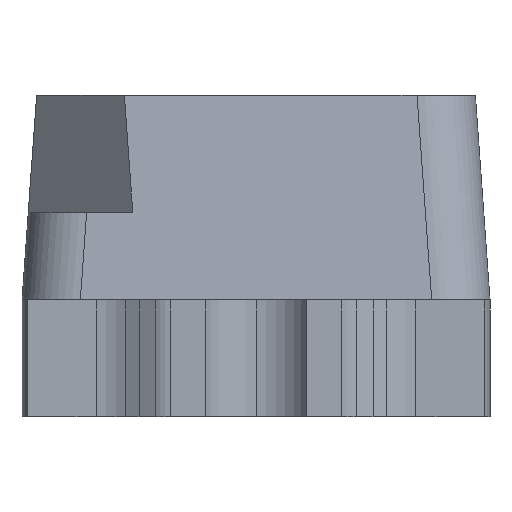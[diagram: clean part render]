
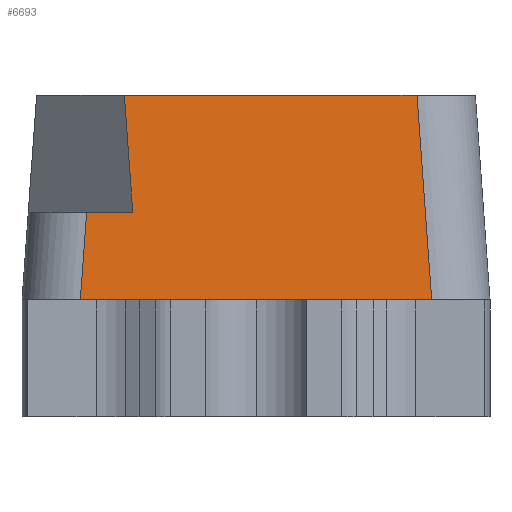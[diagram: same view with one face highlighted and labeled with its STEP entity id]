
A CAD part, left-side view. The second image highlights one B-rep face of the part: STEP entity #6693.
In plain terms, the highlighted planar face has unit normal (-0.998, 0, 0.071).
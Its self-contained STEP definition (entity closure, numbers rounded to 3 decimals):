
#193 = CARTESIAN_POINT ( 'NONE',  ( 136.552, 113.338, 0.55 ) ) ;
#324 = EDGE_CURVE ( 'NONE', #3349, #3626, #6088, .T. ) ;
#929 = DIRECTION ( 'NONE',  ( 0., 1., 0. ) ) ;
#1001 = DIRECTION ( 'NONE',  ( 0., 1., 0. ) ) ;
#1036 = CARTESIAN_POINT ( 'NONE',  ( 136.567, 113.273, 0.75 ) ) ;
#1408 = ORIENTED_EDGE ( 'NONE', *, *, #4325, .T. ) ;
#1463 = AXIS2_PLACEMENT_3D ( 'NONE', #4365, #3061, #5393 ) ;
#1902 = VECTOR ( 'NONE', #4384, 1000. ) ;
#2590 = DIRECTION ( 'NONE',  ( 0.071, 0.071, 0.995 ) ) ;
#2609 = CARTESIAN_POINT ( 'NONE',  ( 136.567, 113.349, 0.75 ) ) ;
#2923 = VERTEX_POINT ( 'NONE', #5512 ) ;
#3061 = DIRECTION ( 'NONE',  ( -0.997, 0., 0.071 ) ) ;
#3339 = CARTESIAN_POINT ( 'NONE',  ( 136.567, 112.773, 0.75 ) ) ;
#3349 = VERTEX_POINT ( 'NONE', #5673 ) ;
#3626 = VERTEX_POINT ( 'NONE', #193 ) ;
#4013 = EDGE_CURVE ( 'NONE', #4579, #3349, #6762, .T. ) ;
#4249 = VECTOR ( 'NONE', #2590, 1000. ) ;
#4325 = EDGE_CURVE ( 'NONE', #2923, #4526, #6559, .T. ) ;
#4332 = CARTESIAN_POINT ( 'NONE',  ( 136.552, 113.349, 0.55 ) ) ;
#4365 = CARTESIAN_POINT ( 'NONE',  ( 136.567, 113.349, 0.75 ) ) ;
#4384 = DIRECTION ( 'NONE',  ( -0.071, -0.071, -0.995 ) ) ;
#4443 = CARTESIAN_POINT ( 'NONE',  ( 136.552, 113.338, 0.55 ) ) ;
#4515 = ORIENTED_EDGE ( 'NONE', *, *, #6589, .T. ) ;
#4526 = VERTEX_POINT ( 'NONE', #6200 ) ;
#4579 = VERTEX_POINT ( 'NONE', #1036 ) ;
#5023 = ORIENTED_EDGE ( 'NONE', *, *, #6373, .T. ) ;
#5391 = CARTESIAN_POINT ( 'NONE',  ( 136.542, 113.349, 0.4 ) ) ;
#5393 = DIRECTION ( 'NONE',  ( 0.071, 0., 0.997 ) ) ;
#5509 = ORIENTED_EDGE ( 'NONE', *, *, #324, .T. ) ;
#5512 = CARTESIAN_POINT ( 'NONE',  ( 136.542, 113.349, 0.4 ) ) ;
#5621 = LINE ( 'NONE', #4443, #5680 ) ;
#5673 = CARTESIAN_POINT ( 'NONE',  ( 136.552, 113.259, 0.55 ) ) ;
#5680 = VECTOR ( 'NONE', #7332, 1000. ) ;
#5719 = EDGE_CURVE ( 'NONE', #3626, #2923, #5621, .T. ) ;
#6011 = DIRECTION ( 'NONE',  ( 0., -1., 0. ) ) ;
#6013 = LINE ( 'NONE', #2609, #7206 ) ;
#6045 = FACE_OUTER_BOUND ( 'NONE', #6618, .T. ) ;
#6088 = LINE ( 'NONE', #4332, #6417 ) ;
#6200 = CARTESIAN_POINT ( 'NONE',  ( 136.542, 112.748, 0.4 ) ) ;
#6221 = CARTESIAN_POINT ( 'NONE',  ( 136.567, 113.273, 0.75 ) ) ;
#6373 = EDGE_CURVE ( 'NONE', #4526, #6726, #6792, .T. ) ;
#6417 = VECTOR ( 'NONE', #1001, 1000. ) ;
#6476 = ORIENTED_EDGE ( 'NONE', *, *, #4013, .T. ) ;
#6559 = LINE ( 'NONE', #5391, #6917 ) ;
#6589 = EDGE_CURVE ( 'NONE', #6726, #4579, #6013, .T. ) ;
#6618 = EDGE_LOOP ( 'NONE', ( #1408, #5023, #4515, #6476, #5509, #7042 ) ) ;
#6650 = CARTESIAN_POINT ( 'NONE',  ( 136.542, 112.748, 0.4 ) ) ;
#6693 = ADVANCED_FACE ( 'NONE', ( #6045 ), #7176, .T. ) ;
#6726 = VERTEX_POINT ( 'NONE', #3339 ) ;
#6762 = LINE ( 'NONE', #6221, #1902 ) ;
#6792 = LINE ( 'NONE', #6650, #4249 ) ;
#6917 = VECTOR ( 'NONE', #6011, 1000. ) ;
#7042 = ORIENTED_EDGE ( 'NONE', *, *, #5719, .T. ) ;
#7176 = PLANE ( 'NONE',  #1463 ) ;
#7206 = VECTOR ( 'NONE', #929, 1000. ) ;
#7332 = DIRECTION ( 'NONE',  ( -0.071, 0.071, -0.995 ) ) ;
